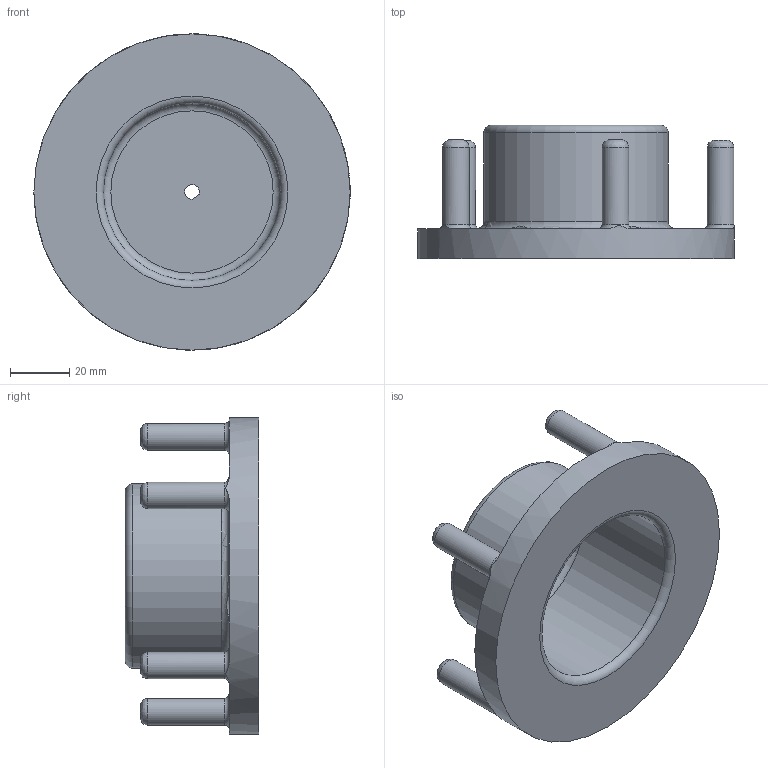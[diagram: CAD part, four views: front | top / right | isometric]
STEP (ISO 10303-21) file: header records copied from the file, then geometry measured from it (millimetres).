
FILE_DESCRIPTION(/* description */ (''),/* implementation_level */ '2;1');
FILE_NAME(/* name */ 'Rotating Vial Holder EXP Slice v2.step',/* time_stamp */ '2021-10-07T21:27:24+01:00',/* author */ (''),/* organization */ (''),/* preprocessor_version */ 'ST-DEVELOPER v18.1',/* originating_system */ 'Autodesk Translation Framework v10.10.0.1391',/* authorisation */ '');
FILE_SCHEMA (('AUTOMOTIVE_DESIGN { 1 0 10303 214 3 1 1 }'));
Length unit declared in the file: millimetre
Products named in the file (1): Rotating Vial Holder EXP Slice
Bounding box: 106.82 x 45 x 106.82 mm (x, y, z)
Volume: 73046.9 mm3; surface area: 43406.8 mm2
Topology: 1 solids, 1 shells, 48 faces, 132 edges, 88 vertices
Faces by surface type: cylinder 19, plane 15, torus 9, bspline 5
Full cylindrical faces by diameter (mm): 5 x5, 9 x5, 21 x5, 59.821 x1, 62.238 x1, 106.821 x1
Entity records: 1893 total; most frequent: CARTESIAN_POINT 575, DIRECTION 306, ORIENTED_EDGE 264, AXIS2_PLACEMENT_3D 142, EDGE_CURVE 132, CIRCLE 98, VERTEX_POINT 88, EDGE_LOOP 52
